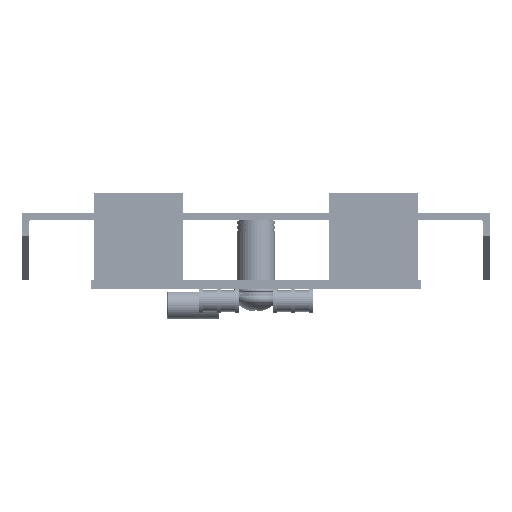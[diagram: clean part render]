
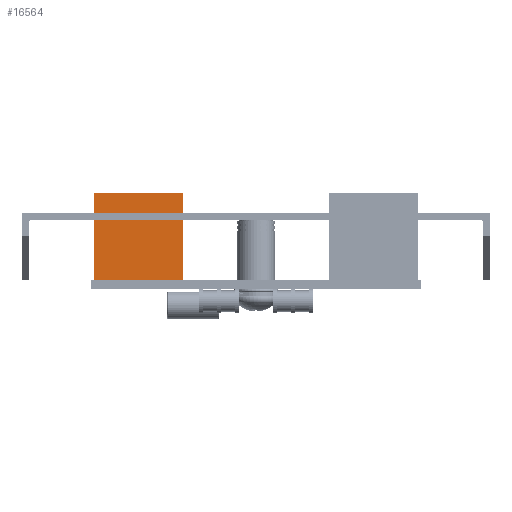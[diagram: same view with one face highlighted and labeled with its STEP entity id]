
A CAD part, left-side view. The second image highlights one B-rep face of the part: STEP entity #16564.
In plain terms, the highlighted face is planar.
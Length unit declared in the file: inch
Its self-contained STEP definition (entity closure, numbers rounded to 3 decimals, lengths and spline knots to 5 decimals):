
#926 = CARTESIAN_POINT ( 'NONE',  ( 1.18757, 0., -1.41384 ) ) ;
#930 = DIRECTION ( 'NONE',  ( -1., 0., 0. ) ) ;
#1000 = CARTESIAN_POINT ( 'NONE',  ( 1.18757, 0.647, -1.41384 ) ) ;
#1001 = DIRECTION ( 'NONE',  ( 0., -1., 0. ) ) ;
#1004 = CARTESIAN_POINT ( 'NONE',  ( 0.52757, 0.647, -1.41384 ) ) ;
#1005 = DIRECTION ( 'NONE',  ( 0., -1., 0. ) ) ;
#1006 = CARTESIAN_POINT ( 'NONE',  ( 1.18757, 0.647, -1.41384 ) ) ;
#1007 = DIRECTION ( 'NONE',  ( -1., 0., 0. ) ) ;
#1743 = LINE ( 'NONE', #926, #1753 ) ;
#1753 = VECTOR ( 'NONE', #930, 39.37008 ) ;
#1847 = LINE ( 'NONE', #1000, #1853 ) ;
#1853 = VECTOR ( 'NONE', #1001, 39.37008 ) ;
#1855 = LINE ( 'NONE', #1004, #1861 ) ;
#1859 = LINE ( 'NONE', #1006, #1865 ) ;
#1861 = VECTOR ( 'NONE', #1005, 39.37008 ) ;
#1865 = VECTOR ( 'NONE', #1007, 39.37008 ) ;
#4117 = EDGE_LOOP ( 'NONE', ( #11889, #11887, #11885, #11884 ) ) ;
#11884 = ORIENTED_EDGE ( 'NONE', *, *, #20867, .T. ) ;
#11885 = ORIENTED_EDGE ( 'NONE', *, *, #20870, .F. ) ;
#11887 = ORIENTED_EDGE ( 'NONE', *, *, #20869, .F. ) ;
#11889 = ORIENTED_EDGE ( 'NONE', *, *, #20837, .T. ) ;
#13674 = FACE_OUTER_BOUND ( 'NONE', #4117, .T. ) ;
#16564 = ADVANCED_FACE ( 'NONE', ( #13674 ), #29438, .F. ) ;
#17153 = CARTESIAN_POINT ( 'NONE',  ( 1.18757, 0., -1.41384 ) ) ;
#17157 = CARTESIAN_POINT ( 'NONE',  ( 0.52757, 0., -1.41384 ) ) ;
#17170 = CARTESIAN_POINT ( 'NONE',  ( 0.52757, 0.647, -1.41384 ) ) ;
#17171 = CARTESIAN_POINT ( 'NONE',  ( 1.18757, 0.647, -1.41384 ) ) ;
#20837 = EDGE_CURVE ( 'NONE', #42518, #42526, #1743, .T. ) ;
#20867 = EDGE_CURVE ( 'NONE', #42554, #42518, #1847, .T. ) ;
#20869 = EDGE_CURVE ( 'NONE', #42552, #42526, #1855, .T. ) ;
#20870 = EDGE_CURVE ( 'NONE', #42554, #42552, #1859, .T. ) ;
#29438 = PLANE ( 'NONE',  #30079 ) ;
#29459 = CARTESIAN_POINT ( 'NONE',  ( 1.18757, 0.647, -1.41384 ) ) ;
#29460 = DIRECTION ( 'NONE',  ( 0., 0., 1. ) ) ;
#29461 = DIRECTION ( 'NONE',  ( 1., 0., 0. ) ) ;
#30079 = AXIS2_PLACEMENT_3D ( 'NONE', #29459, #29460, #29461 ) ;
#42518 = VERTEX_POINT ( 'NONE', #17153 ) ;
#42526 = VERTEX_POINT ( 'NONE', #17157 ) ;
#42552 = VERTEX_POINT ( 'NONE', #17170 ) ;
#42554 = VERTEX_POINT ( 'NONE', #17171 ) ;
